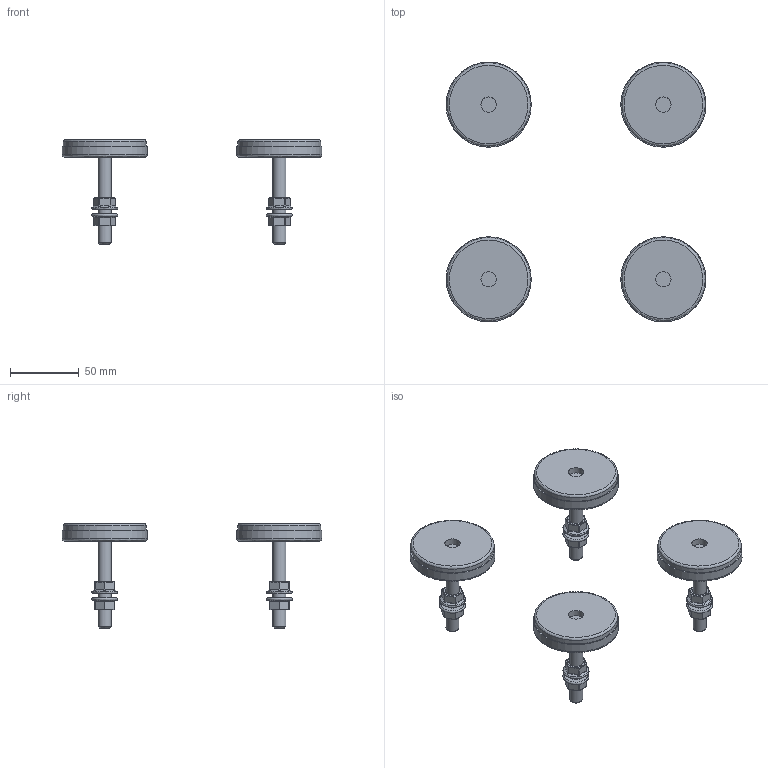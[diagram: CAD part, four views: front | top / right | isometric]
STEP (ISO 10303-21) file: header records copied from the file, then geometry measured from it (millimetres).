
FILE_DESCRIPTION (( 'STEP AP203' ), '1' );
FILE_NAME ('SCE-LPD2.step', '2021-02-09T22:29:39', ( 'ADC123' ), ( 'Microsoft' ), 'SwSTEP 2.0', 'SolidWorks 2019', '' );
FILE_SCHEMA (( 'CONFIG_CONTROL_DESIGN' ));
Length unit declared in the file: inch
Products named in the file (1): SCE-LPD2
Bounding box: 188.91 x 188.91 x 76.2 mm (x, y, z)
Volume: 174108.9 mm3; surface area: 49052.5 mm2
Topology: 12 solids, 12 shells, 400 faces, 964 edges, 560 vertices
Faces by surface type: bspline 224, plane 84, cylinder 72, cone 20
Full cylindrical faces by diameter (mm): 9.322 x8, 9.525 x4, 11.1 x4, 60.325 x4, 61.912 x4
Entity records: 23933 total; most frequent: CARTESIAN_POINT 17497, ORIENTED_EDGE 1560, EDGE_CURVE 780, DIRECTION 762, EDGE_LOOP 504, VERTEX_POINT 492, B_SPLINE_CURVE_WITH_KNOTS 472, FACE_OUTER_BOUND 448
